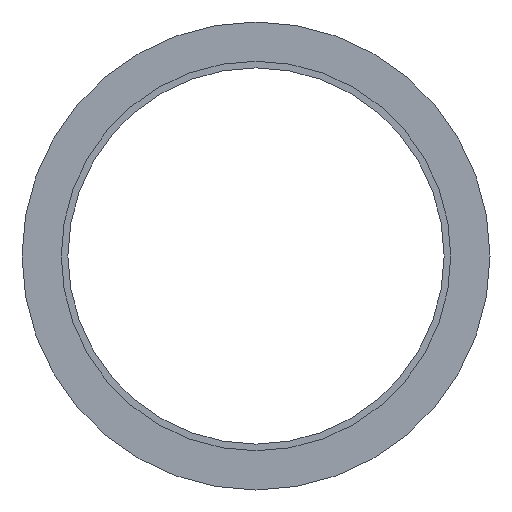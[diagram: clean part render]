
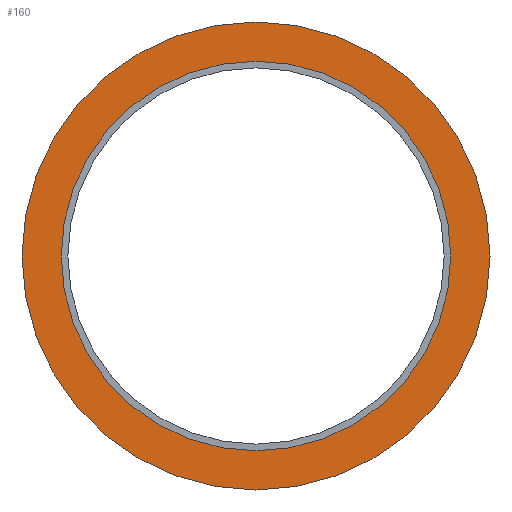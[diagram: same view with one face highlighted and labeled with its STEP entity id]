
A CAD part, front view. The second image highlights one B-rep face of the part: STEP entity #160.
In plain terms, the highlighted planar face has unit normal (0, -1, 0).
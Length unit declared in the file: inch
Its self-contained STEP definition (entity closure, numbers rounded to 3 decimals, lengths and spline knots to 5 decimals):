
#1 = DIRECTION ( 'NONE',  ( -1., 0., 0. ) ) ;
#11 = VERTEX_POINT ( 'NONE', #176 ) ;
#18 = CIRCLE ( 'NONE', #129, 0.52025 ) ;
#24 = AXIS2_PLACEMENT_3D ( 'NONE', #151, #324, #250 ) ;
#36 = ORIENTED_EDGE ( 'NONE', *, *, #96, .F. ) ;
#39 = CIRCLE ( 'NONE', #24, 0.625 ) ;
#50 = FACE_BOUND ( 'NONE', #143, .T. ) ;
#57 = VERTEX_POINT ( 'NONE', #302 ) ;
#63 = EDGE_CURVE ( 'NONE', #11, #66, #39, .T. ) ;
#66 = VERTEX_POINT ( 'NONE', #303 ) ;
#67 = EDGE_CURVE ( 'NONE', #57, #124, #109, .T. ) ;
#91 = DIRECTION ( 'NONE',  ( 1., 0., 0. ) ) ;
#93 = AXIS2_PLACEMENT_3D ( 'NONE', #98, #298, #279 ) ;
#96 = EDGE_CURVE ( 'NONE', #124, #57, #18, .T. ) ;
#98 = CARTESIAN_POINT ( 'NONE',  ( 0., 0., 0. ) ) ;
#102 = CARTESIAN_POINT ( 'NONE',  ( -0.52025, 0., 0. ) ) ;
#109 = CIRCLE ( 'NONE', #93, 0.52025 ) ;
#118 = CARTESIAN_POINT ( 'NONE',  ( 0., 0., 0. ) ) ;
#124 = VERTEX_POINT ( 'NONE', #230 ) ;
#129 = AXIS2_PLACEMENT_3D ( 'NONE', #118, #225, #91 ) ;
#143 = EDGE_LOOP ( 'NONE', ( #36, #236 ) ) ;
#151 = CARTESIAN_POINT ( 'NONE',  ( 0., 0., 0. ) ) ;
#160 = ADVANCED_FACE ( 'NONE', ( #50, #331 ), #284, .F. ) ;
#176 = CARTESIAN_POINT ( 'NONE',  ( -0.625, 0., 0. ) ) ;
#179 = DIRECTION ( 'NONE',  ( 0., 1., 0. ) ) ;
#187 = AXIS2_PLACEMENT_3D ( 'NONE', #254, #232, #207 ) ;
#193 = ORIENTED_EDGE ( 'NONE', *, *, #63, .T. ) ;
#207 = DIRECTION ( 'NONE',  ( 1., 0., 0. ) ) ;
#210 = CIRCLE ( 'NONE', #187, 0.625 ) ;
#218 = ORIENTED_EDGE ( 'NONE', *, *, #237, .T. ) ;
#225 = DIRECTION ( 'NONE',  ( 0., -1., 0. ) ) ;
#227 = EDGE_LOOP ( 'NONE', ( #218, #193 ) ) ;
#230 = CARTESIAN_POINT ( 'NONE',  ( 0.52025, 0., 0. ) ) ;
#232 = DIRECTION ( 'NONE',  ( 0., -1., 0. ) ) ;
#236 = ORIENTED_EDGE ( 'NONE', *, *, #67, .F. ) ;
#237 = EDGE_CURVE ( 'NONE', #66, #11, #210, .T. ) ;
#250 = DIRECTION ( 'NONE',  ( 1., 0., 0. ) ) ;
#254 = CARTESIAN_POINT ( 'NONE',  ( 0., 0., 0. ) ) ;
#279 = DIRECTION ( 'NONE',  ( 1., 0., 0. ) ) ;
#283 = AXIS2_PLACEMENT_3D ( 'NONE', #102, #179, #1 ) ;
#284 = PLANE ( 'NONE',  #283 ) ;
#298 = DIRECTION ( 'NONE',  ( 0., -1., 0. ) ) ;
#302 = CARTESIAN_POINT ( 'NONE',  ( -0.52025, 0., 0. ) ) ;
#303 = CARTESIAN_POINT ( 'NONE',  ( 0.625, 0., 0. ) ) ;
#324 = DIRECTION ( 'NONE',  ( 0., -1., 0. ) ) ;
#331 = FACE_OUTER_BOUND ( 'NONE', #227, .T. ) ;
